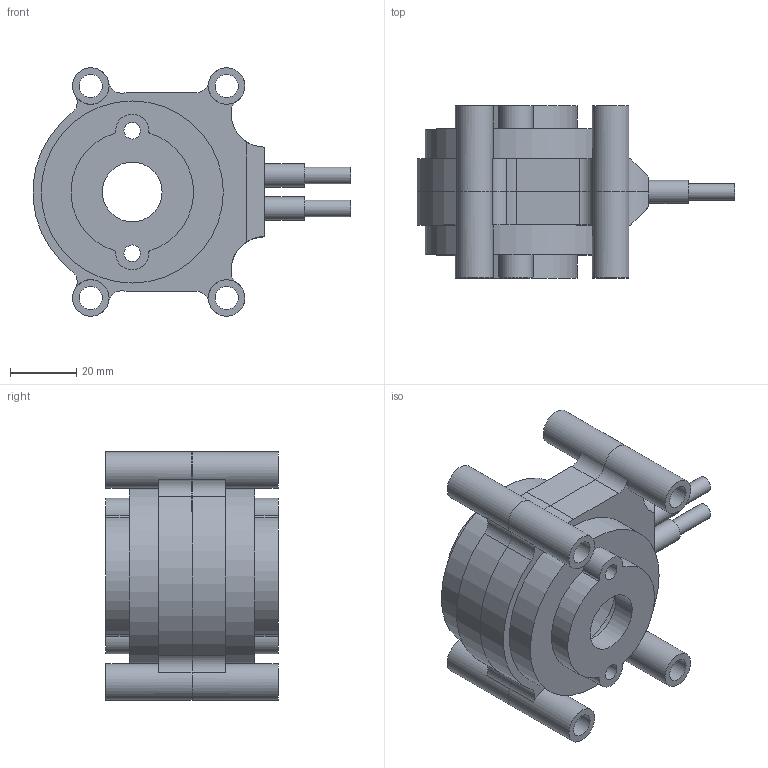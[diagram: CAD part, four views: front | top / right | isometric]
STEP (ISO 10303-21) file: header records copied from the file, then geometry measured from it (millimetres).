
FILE_DESCRIPTION(/* description */ ('Alibre Inc.'),/* implementation_level */ '2;1');
FILE_NAME(/* name */ 'export0',/* time_stamp */ '2014-12-08T18:14:44+01:00',/* author */ (''),/* organization */ (''),/* preprocessor_version */ 'ST-DEVELOPER v14',/* originating_system */ 'Alibre',/* authorisation */ '');
FILE_SCHEMA (('AUTOMOTIVE_DESIGN'));
Length unit declared in the file: centimetre
Bounding box: 95.9 x 52 x 75 mm (x, y, z)
Volume: 77587.9 mm3; surface area: 41626 mm2
Topology: 6 solids, 6 shells, 126 faces, 318 edges, 212 vertices
Faces by surface type: cylinder 82, plane 44
Full cylindrical faces by diameter (mm): 3 x2, 5 x6, 7 x10, 11 x8, 18 x2, 28 x2, 45 x2, 50 x2, 55 x2
Entity records: 2045 total; most frequent: CARTESIAN_POINT 361, DIRECTION 346, ORIENTED_EDGE 284, AXIS2_PLACEMENT_3D 163, EDGE_CURVE 142, EDGE_LOOP 113, FACE_BOUND 113, VERTEX_POINT 107
